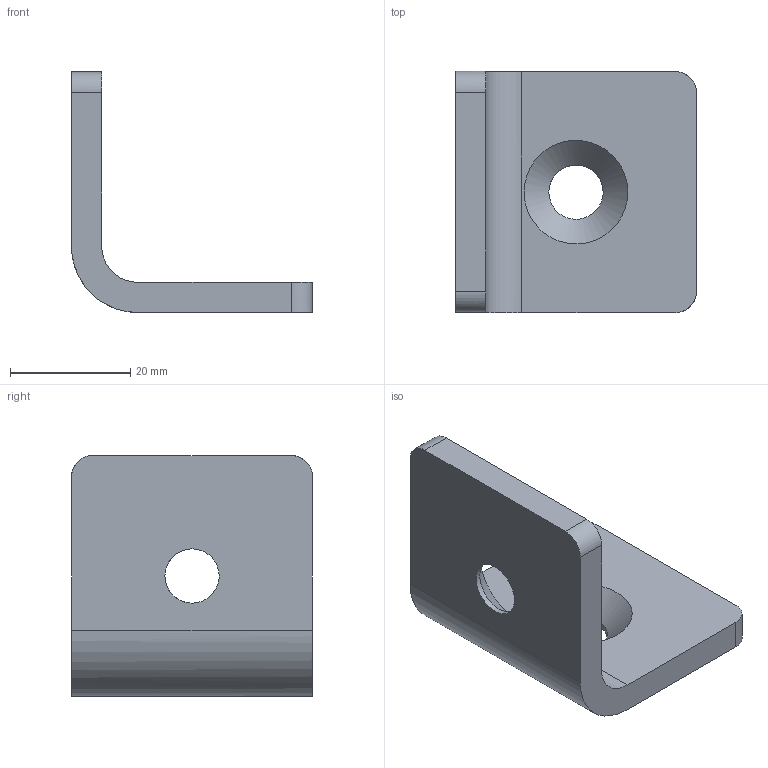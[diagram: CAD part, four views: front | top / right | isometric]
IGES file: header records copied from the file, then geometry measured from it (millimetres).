
Global section: file name: SZ0950S-A; native system: Autodesk Inventor 2015; preprocessor: unknown; author: Behrens; date: 20151119.161326; units: millimetre
Bounding box: 40 x 40 x 40 mm (x, y, z)
Volume: 12961.2 mm3; surface area: 6707 mm2
Topology: 1 solids, 1 shells, 18 faces, 50 edges, 34 vertices
Faces by surface type: bspline 18
